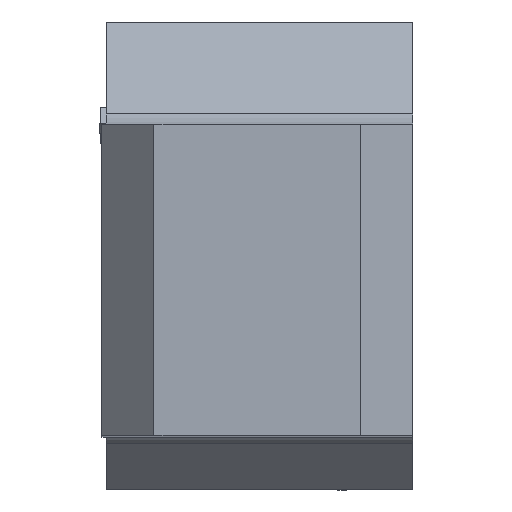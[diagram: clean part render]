
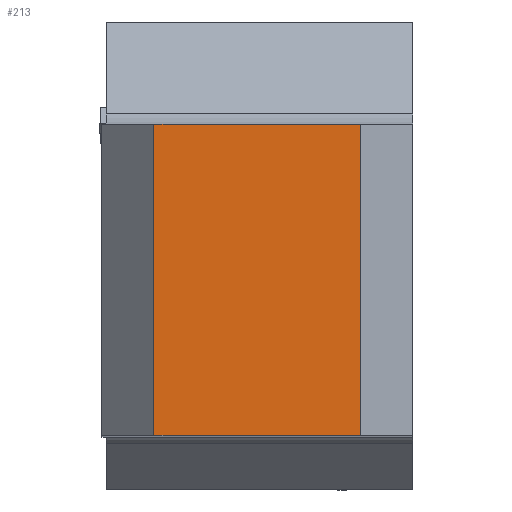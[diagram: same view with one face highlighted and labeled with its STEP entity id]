
A CAD part, top view. The second image highlights one B-rep face of the part: STEP entity #213.
In plain terms, the highlighted planar face has unit normal (0, 0, 1).
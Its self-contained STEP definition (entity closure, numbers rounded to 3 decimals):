
#213=ADVANCED_FACE('CU_BACK_SU1',(#334),#285,.F.);
#285=PLANE('',#1627);
#334=FACE_OUTER_BOUND('',#409,.T.);
#409=EDGE_LOOP('',(#556,#557,#558,#559));
#556=ORIENTED_EDGE('',*,*,#1090,.F.);
#557=ORIENTED_EDGE('',*,*,#1091,.T.);
#558=ORIENTED_EDGE('',*,*,#1092,.T.);
#559=ORIENTED_EDGE('',*,*,#1093,.T.);
#940=VERTEX_POINT('',#2198);
#941=VERTEX_POINT('',#2199);
#942=VERTEX_POINT('',#2201);
#943=VERTEX_POINT('',#2203);
#1090=EDGE_CURVE('',#940,#941,#1283,.T.);
#1091=EDGE_CURVE('',#940,#942,#1284,.T.);
#1092=EDGE_CURVE('',#942,#943,#1285,.T.);
#1093=EDGE_CURVE('',#943,#941,#1286,.T.);
#1283=LINE('',#2197,#1432);
#1284=LINE('',#2200,#1433);
#1285=LINE('',#2202,#1434);
#1286=LINE('',#2204,#1435);
#1432=VECTOR('',#1795,1.);
#1433=VECTOR('',#1796,1.);
#1434=VECTOR('',#1797,1.);
#1435=VECTOR('',#1798,1.);
#1627=AXIS2_PLACEMENT_3D('',#2205,#1799,#1800);
#1795=DIRECTION('',(0.,1.,0.));
#1796=DIRECTION('',(1.,0.,0.));
#1797=DIRECTION('',(0.,1.,0.));
#1798=DIRECTION('',(-1.,0.,0.));
#1799=DIRECTION('',(0.,0.,-1.));
#1800=DIRECTION('',(-1.,0.,0.));
#2197=CARTESIAN_POINT('',(-9.925,0.,0.));
#2198=CARTESIAN_POINT('',(-9.925,0.,0.));
#2199=CARTESIAN_POINT('',(-9.925,11.925,0.));
#2200=CARTESIAN_POINT('',(22.596,0.,0.));
#2201=CARTESIAN_POINT('',(-2.,0.,0.));
#2202=CARTESIAN_POINT('',(-2.,0.,0.));
#2203=CARTESIAN_POINT('',(-2.,11.925,0.));
#2204=CARTESIAN_POINT('',(22.596,11.925,0.));
#2205=CARTESIAN_POINT('',(22.596,31.925,0.));
